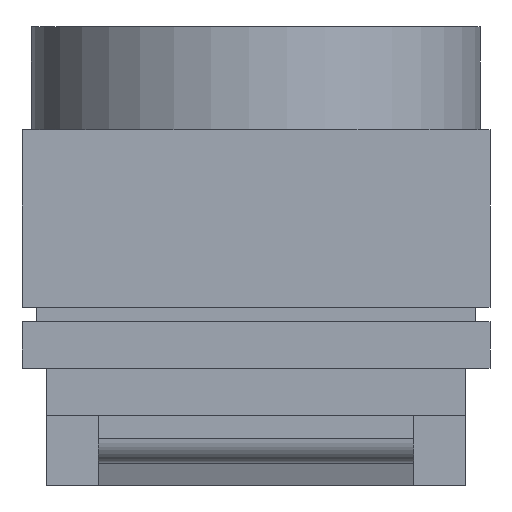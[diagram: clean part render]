
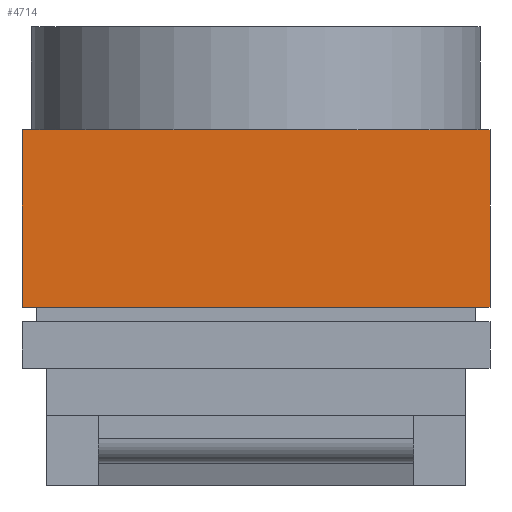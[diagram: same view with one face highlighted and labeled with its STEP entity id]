
A CAD part, left-side view. The second image highlights one B-rep face of the part: STEP entity #4714.
In plain terms, the highlighted planar face has unit normal (-1, 0, 0).
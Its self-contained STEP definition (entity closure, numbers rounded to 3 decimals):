
#502=ORIENTED_EDGE('',*,*,#1412,.F.);
#503=ORIENTED_EDGE('',*,*,#1413,.T.);
#504=ORIENTED_EDGE('',*,*,#1337,.T.);
#505=ORIENTED_EDGE('',*,*,#1414,.F.);
#1337=EDGE_CURVE('',#1797,#1796,#2162,.T.);
#1412=EDGE_CURVE('',#1871,#1872,#2166,.T.);
#1413=EDGE_CURVE('',#1871,#1797,#2167,.T.);
#1414=EDGE_CURVE('',#1872,#1796,#2168,.T.);
#1796=VERTEX_POINT('',#6012);
#1797=VERTEX_POINT('',#6014);
#1871=VERTEX_POINT('',#6507);
#1872=VERTEX_POINT('',#6508);
#2162=LINE('',#6013,#2497);
#2166=LINE('',#6506,#2501);
#2167=LINE('',#6509,#2502);
#2168=LINE('',#6510,#2503);
#2497=VECTOR('',#5259,1000.);
#2501=VECTOR('',#5273,1000.);
#2502=VECTOR('',#5274,1000.);
#2503=VECTOR('',#5275,1000.);
#2750=EDGE_LOOP('',(#502,#503,#504,#505));
#2975=FACE_BOUND('',#2750,.T.);
#3183=PLANE('',#4919);
#4714=ADVANCED_FACE('',(#2975),#3183,.F.);
#4919=AXIS2_PLACEMENT_3D('',#6505,#5271,#5272);
#5259=DIRECTION('',(0.,-1.,0.));
#5271=DIRECTION('',(1.,0.,0.));
#5272=DIRECTION('',(0.,0.,-1.));
#5273=DIRECTION('',(0.,-1.,0.));
#5274=DIRECTION('',(0.,0.,-1.));
#5275=DIRECTION('',(0.,0.,-1.));
#6012=CARTESIAN_POINT('',(-5.,-5.,0.));
#6013=CARTESIAN_POINT('',(-5.,5.,0.));
#6014=CARTESIAN_POINT('',(-5.,5.,0.));
#6505=CARTESIAN_POINT('',(-5.,5.,6.));
#6506=CARTESIAN_POINT('',(-5.,5.,3.8));
#6507=CARTESIAN_POINT('',(-5.,5.,3.8));
#6508=CARTESIAN_POINT('',(-5.,-5.,3.8));
#6509=CARTESIAN_POINT('',(-5.,5.,6.));
#6510=CARTESIAN_POINT('',(-5.,-5.,6.));
